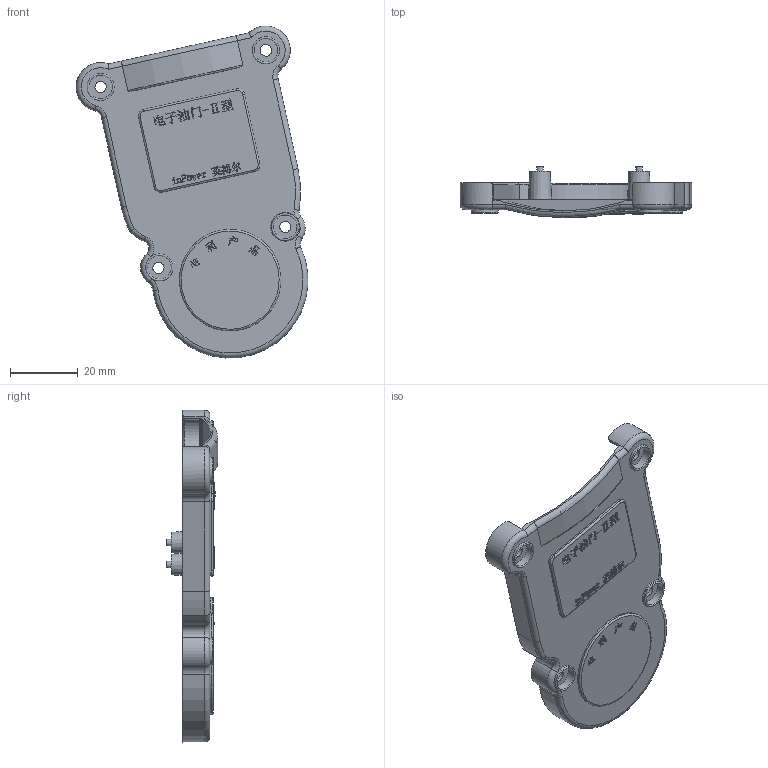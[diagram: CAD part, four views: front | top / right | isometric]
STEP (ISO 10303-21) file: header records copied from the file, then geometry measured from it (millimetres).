
FILE_DESCRIPTION(/* description */ (''),/* implementation_level */ '2;1');
FILE_NAME(/* name */ '17_.stp',/* time_stamp */ '2016-06-02T12:02:08+02:00',/* author */ (''),/* organization */ (''),/* preprocessor_version */ 'ST-DEVELOPER v16.5',/* originating_system */ 'Autodesk Translation Framework v5.0.0.3310',/* authorisation */ '');
FILE_SCHEMA (('AUTOMOTIVE_DESIGN { 1 0 10303 214 3 1 1 }'));
Length unit declared in the file: centimetre
Products named in the file (1): 17_
Bounding box: 68.4 x 15.3 x 98.03 mm (x, y, z)
Volume: 0 mm3; surface area: 13457 mm2
Topology: 1 solids, 10 shells, 906 faces, 2257 edges, 1369 vertices
Faces by surface type: plane 595, bspline 180, cylinder 78, torus 33, cone 20
Full cylindrical faces by diameter (mm): 3.3 x3, 3.439 x1, 7 x4, 8 x4, 30 x1
Entity records: 37219 total; most frequent: CARTESIAN_POINT 17036, ORIENTED_EDGE 4421, DIRECTION 3493, EDGE_CURVE 2228, LINE 1599, VECTOR 1599, VERTEX_POINT 1362, EDGE_LOOP 1021
